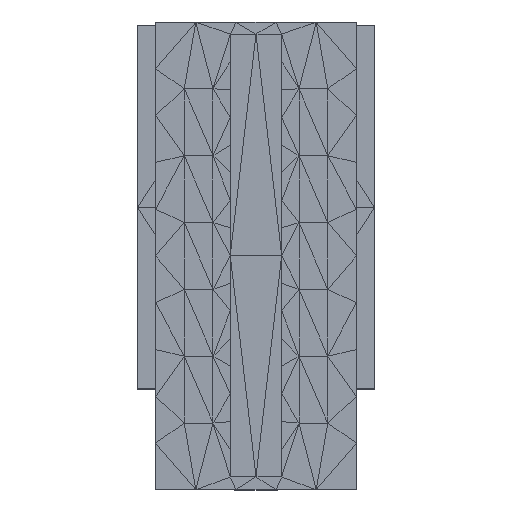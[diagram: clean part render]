
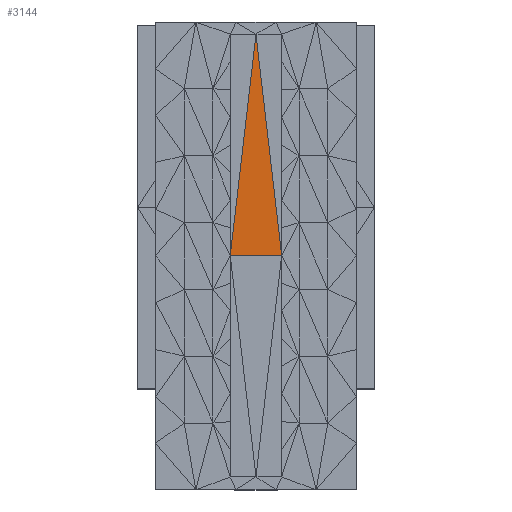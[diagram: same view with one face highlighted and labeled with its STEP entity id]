
A CAD part, top view. The second image highlights one B-rep face of the part: STEP entity #3144.
In plain terms, the highlighted free-form (B-spline) face has degree [1, 1] with [2, 2] control points.
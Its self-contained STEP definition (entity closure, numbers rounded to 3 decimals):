
#3144=ADVANCED_FACE('',(#15780),#125048,.T.);
#15780=FACE_OUTER_BOUND('',#28416,.T.);
#28416=EDGE_LOOP('',(#46994,#46995,#46996));
#46994=ORIENTED_EDGE('',*,*,#80374,.F.);
#46995=ORIENTED_EDGE('',*,*,#80375,.T.);
#46996=ORIENTED_EDGE('',*,*,#80408,.F.);
#80374=EDGE_CURVE('',#115924,#115939,#99580,.T.);
#80375=EDGE_CURVE('',#115924,#115954,#99581,.T.);
#80408=EDGE_CURVE('',#115939,#115954,#99614,.T.);
#99580=B_SPLINE_CURVE_WITH_KNOTS('',1,(#157834,#157835),.UNSPECIFIED.,.F.,
 .F.,(2,2),(0.,1.),.UNSPECIFIED.);
#99581=B_SPLINE_CURVE_WITH_KNOTS('',1,(#157836,#157837),.UNSPECIFIED.,.F.,
 .F.,(2,2),(0.,1.),.UNSPECIFIED.);
#99614=B_SPLINE_CURVE_WITH_KNOTS('',1,(#157902,#157903),.UNSPECIFIED.,.F.,
 .F.,(2,2),(0.,1.),.UNSPECIFIED.);
#115924=VERTEX_POINT('',#157500);
#115939=VERTEX_POINT('',#157515);
#115954=VERTEX_POINT('',#157530);
#125048=B_SPLINE_SURFACE_WITH_KNOTS('',1,1,((#157458,#157459),(#157460,
#157461)),.UNSPECIFIED.,.F.,.F.,.F.,(2,2),(2,2),(0.,281.934),(0.,
65.072),.UNSPECIFIED.);
#157458=CARTESIAN_POINT('',(0.003,426.097,1903.068));
#157459=CARTESIAN_POINT('',(65.075,426.097,1903.068));
#157460=CARTESIAN_POINT('',(-32.533,146.047,1903.068));
#157461=CARTESIAN_POINT('',(32.539,146.047,1903.068));
#157500=CARTESIAN_POINT('',(-32.533,146.047,1903.068));
#157515=CARTESIAN_POINT('',(0.003,426.097,1903.068));
#157530=CARTESIAN_POINT('',(32.539,146.047,1903.068));
#157834=CARTESIAN_POINT('',(-32.533,146.047,1903.068));
#157835=CARTESIAN_POINT('',(0.003,426.097,1903.068));
#157836=CARTESIAN_POINT('',(-32.533,146.047,1903.068));
#157837=CARTESIAN_POINT('',(32.539,146.047,1903.068));
#157902=CARTESIAN_POINT('',(0.003,426.097,1903.068));
#157903=CARTESIAN_POINT('',(32.539,146.047,1903.068));
